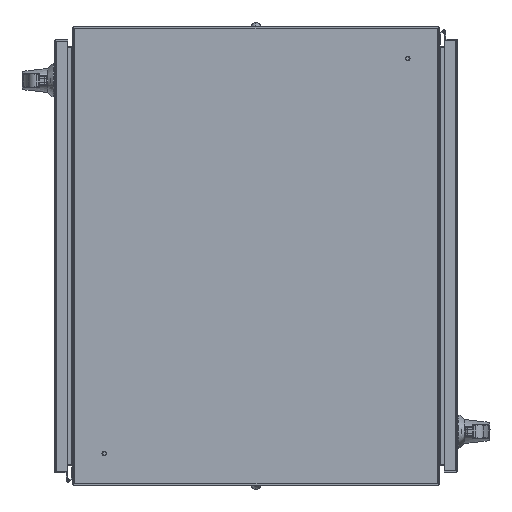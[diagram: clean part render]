
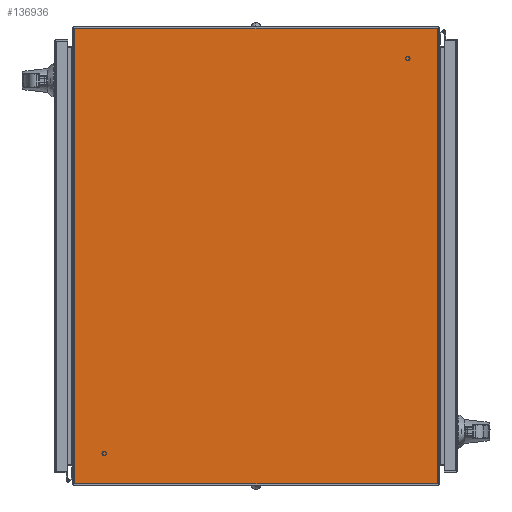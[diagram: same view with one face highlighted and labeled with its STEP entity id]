
A CAD part, front view. The second image highlights one B-rep face of the part: STEP entity #136936.
In plain terms, the highlighted face is planar.
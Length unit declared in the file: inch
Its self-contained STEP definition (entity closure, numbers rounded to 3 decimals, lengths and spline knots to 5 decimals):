
#6901 = DIRECTION ( 'NONE',  ( -1., 0., 0. ) ) ;
#11018 = ORIENTED_EDGE ( 'NONE', *, *, #157421, .T. ) ;
#13625 = FACE_OUTER_BOUND ( 'NONE', #56986, .T. ) ;
#22171 = LINE ( 'NONE', #111924, #43173 ) ;
#23354 = LINE ( 'NONE', #55782, #111697 ) ;
#28989 = VECTOR ( 'NONE', #142235, 39.37008 ) ;
#32473 = VERTEX_POINT ( 'NONE', #84559 ) ;
#35715 = LINE ( 'NONE', #63818, #134575 ) ;
#40878 = EDGE_CURVE ( 'NONE', #128298, #32473, #23354, .T. ) ;
#43173 = VECTOR ( 'NONE', #87113, 39.37008 ) ;
#46038 = CARTESIAN_POINT ( 'NONE',  ( -14.935, 11.887, 0. ) ) ;
#46227 = CARTESIAN_POINT ( 'NONE',  ( 14.935, -12.03, 0. ) ) ;
#49176 = ORIENTED_EDGE ( 'NONE', *, *, #140431, .T. ) ;
#53568 = AXIS2_PLACEMENT_3D ( 'NONE', #46227, #153808, #6901 ) ;
#55782 = CARTESIAN_POINT ( 'NONE',  ( 14.935, -11.887, 0. ) ) ;
#56986 = EDGE_LOOP ( 'NONE', ( #11018, #118078, #49176, #129325 ) ) ;
#63818 = CARTESIAN_POINT ( 'NONE',  ( -14.935, -12.03, 0. ) ) ;
#67037 = EDGE_CURVE ( 'NONE', #74903, #82973, #130009, .T. ) ;
#74903 = VERTEX_POINT ( 'NONE', #46038 ) ;
#82973 = VERTEX_POINT ( 'NONE', #125773 ) ;
#84559 = CARTESIAN_POINT ( 'NONE',  ( -14.935, -11.887, 0. ) ) ;
#87113 = DIRECTION ( 'NONE',  ( 0., -1., 0. ) ) ;
#88125 = CARTESIAN_POINT ( 'NONE',  ( 14.935, 11.887, 0. ) ) ;
#107022 = CARTESIAN_POINT ( 'NONE',  ( 14.935, -11.887, 0. ) ) ;
#111697 = VECTOR ( 'NONE', #149862, 39.37008 ) ;
#111924 = CARTESIAN_POINT ( 'NONE',  ( 14.935, -12.03, 0. ) ) ;
#118078 = ORIENTED_EDGE ( 'NONE', *, *, #40878, .T. ) ;
#125773 = CARTESIAN_POINT ( 'NONE',  ( 14.935, 11.887, 0. ) ) ;
#128298 = VERTEX_POINT ( 'NONE', #107022 ) ;
#129325 = ORIENTED_EDGE ( 'NONE', *, *, #67037, .T. ) ;
#130009 = LINE ( 'NONE', #88125, #28989 ) ;
#134575 = VECTOR ( 'NONE', #157901, 39.37008 ) ;
#136936 = ADVANCED_FACE ( 'NONE', ( #13625 ), #142656, .T. ) ;
#140431 = EDGE_CURVE ( 'NONE', #32473, #74903, #35715, .T. ) ;
#142235 = DIRECTION ( 'NONE',  ( 1., 0., 0. ) ) ;
#142656 = PLANE ( 'NONE',  #53568 ) ;
#149862 = DIRECTION ( 'NONE',  ( -1., 0., 0. ) ) ;
#153808 = DIRECTION ( 'NONE',  ( 0., 0., -1. ) ) ;
#157421 = EDGE_CURVE ( 'NONE', #82973, #128298, #22171, .T. ) ;
#157901 = DIRECTION ( 'NONE',  ( 0., 1., 0. ) ) ;
